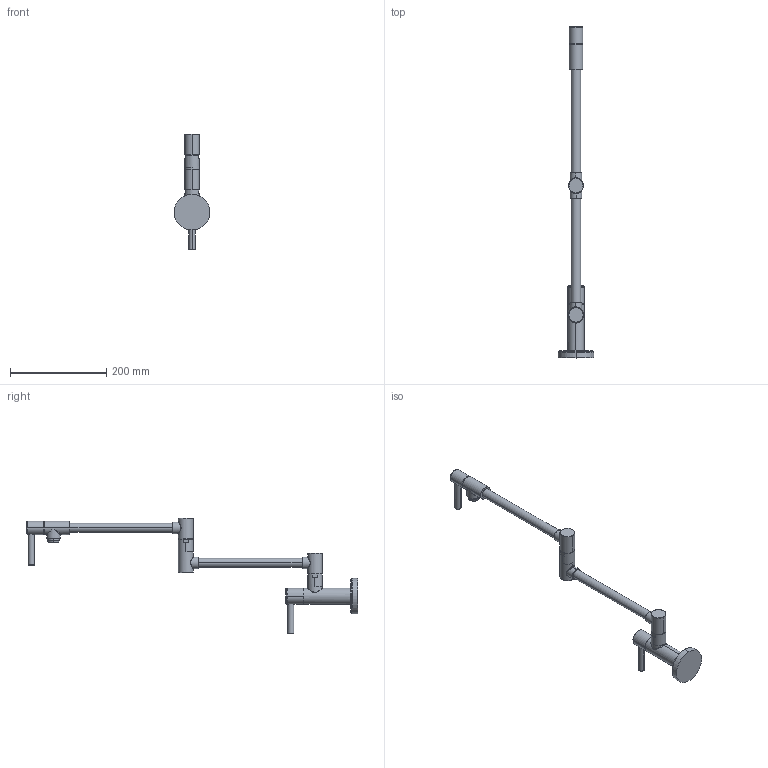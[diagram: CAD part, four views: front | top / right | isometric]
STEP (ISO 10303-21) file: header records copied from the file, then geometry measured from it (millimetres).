
FILE_DESCRIPTION((''),'2;1');
FILE_NAME('3180-5503','2020-12-01T13:38:12',('jinson.thomas'),(''),'CREO PARAMETRIC BY PTC INC, 2018400','CREO PARAMETRIC BY PTC INC, 2018400','');
FILE_SCHEMA(('CONFIG_CONTROL_DESIGN'));
Length unit declared in the file: inch
Products named in the file (1): 3180-5503
Bounding box: 74.17 x 689.25 x 239.81 mm (x, y, z)
Volume: 537930.7 mm3; surface area: 91438.3 mm2
Topology: 1 solids, 1 shells, 151 faces, 336 edges, 208 vertices
Faces by surface type: cylinder 56, plane 42, torus 30, bspline 20, cone 3
Entity records: 7201 total; most frequent: CARTESIAN_POINT 3812, DIRECTION 738, ORIENTED_EDGE 672, EDGE_CURVE 336, AXIS2_PLACEMENT_3D 319, VERTEX_POINT 208, CIRCLE 188, EDGE_LOOP 172
